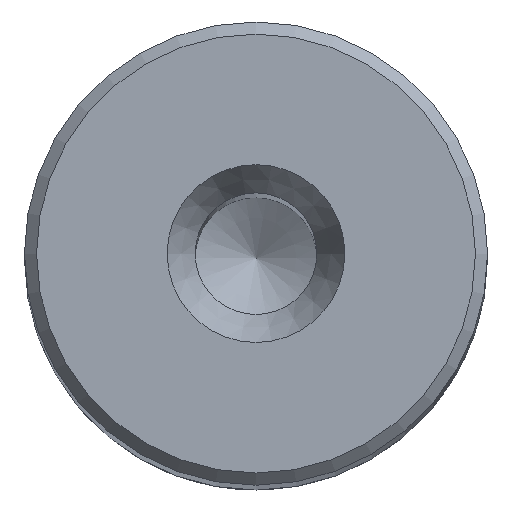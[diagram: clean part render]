
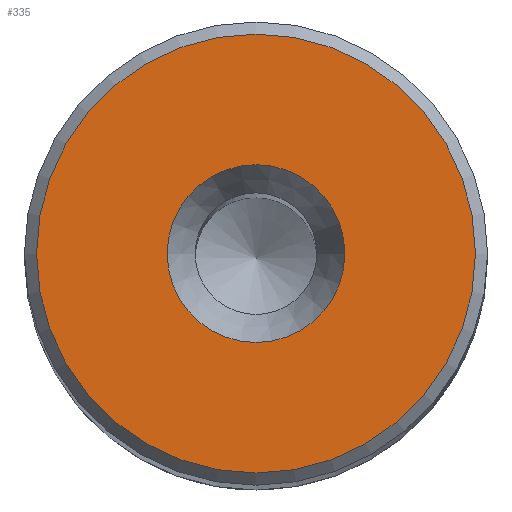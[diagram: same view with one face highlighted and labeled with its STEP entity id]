
A CAD part, top view. The second image highlights one B-rep face of the part: STEP entity #335.
In plain terms, the highlighted planar face has unit normal (0, 0, 1).
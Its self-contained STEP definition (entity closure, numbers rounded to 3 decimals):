
#318=PLANE('',#884);
#335=ADVANCED_FACE('',(#412,#413),#318,.F.);
#412=FACE_BOUND('',#515,.T.);
#413=FACE_BOUND('',#516,.T.);
#515=EDGE_LOOP('',(#617));
#516=EDGE_LOOP('',(#618));
#617=ORIENTED_EDGE('',*,*,#771,.T.);
#618=ORIENTED_EDGE('',*,*,#772,.T.);
#719=VERTEX_POINT('',#1168);
#720=VERTEX_POINT('',#1170);
#771=EDGE_CURVE('',#719,#719,#822,.T.);
#772=EDGE_CURVE('',#720,#720,#823,.T.);
#822=CIRCLE('',#882,9.025);
#823=CIRCLE('',#883,3.655);
#882=AXIS2_PLACEMENT_3D('',#1167,#999,#1000);
#883=AXIS2_PLACEMENT_3D('',#1169,#1001,#1002);
#884=AXIS2_PLACEMENT_3D('',#1171,#1003,#1004);
#999=DIRECTION('',(0.,0.,1.));
#1000=DIRECTION('',(-1.,0.,0.));
#1001=DIRECTION('',(0.,0.,-1.));
#1002=DIRECTION('',(-1.,0.,0.));
#1003=DIRECTION('',(0.,0.,-1.));
#1004=DIRECTION('',(-1.,0.,0.));
#1167=CARTESIAN_POINT('',(0.,0.,105.));
#1168=CARTESIAN_POINT('',(-9.025,0.,105.));
#1169=CARTESIAN_POINT('',(0.,0.,105.));
#1170=CARTESIAN_POINT('',(-3.655,0.,105.));
#1171=CARTESIAN_POINT('',(9.525,0.,105.));
